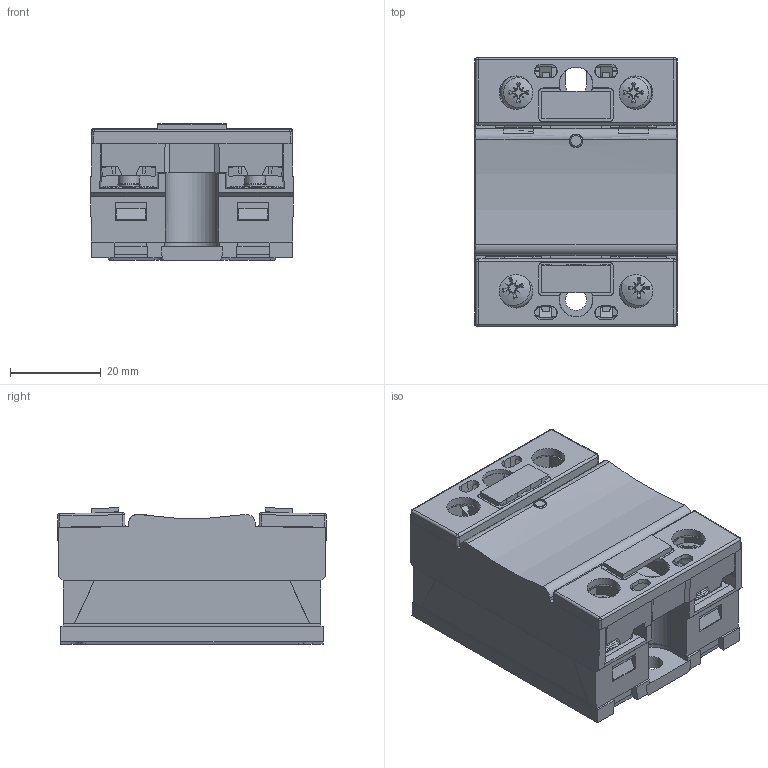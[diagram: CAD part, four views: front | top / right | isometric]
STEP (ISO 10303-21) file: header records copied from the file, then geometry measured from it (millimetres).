
FILE_DESCRIPTION((''),'2;1');
FILE_NAME('2D3D 538 B.stp','2012-06-29T11:56:13',('Georges THOLLOT ','Tl : +33 (0)4 77 53 90 27',''),('Celduc r e l a i s','5, rue Ampre, BP 30004','42290 SORBIERS - France','Fax. : +33 (0)4 77 53 85 51','N siret 353 310 519 00015','ISO 9001 N QUAL/1993/1106b','www.celduc.com'),'Autodesk Inventor 2010','Autodesk Inventor 2010','');
FILE_SCHEMA(('CONFIG_CONTROL_DESIGN'));
Length unit declared in the file: millimetre
Products named in the file (1): SO9
Bounding box: 44.8 x 59.39 x 30.13 mm (x, y, z)
Volume: 60923.5 mm3; surface area: 20409.2 mm2
Topology: 1 solids, 1 shells, 1152 faces, 3195 edges, 2038 vertices
Faces by surface type: plane 676, cone 227, cylinder 113, bspline 104, torus 20, sphere 12
Full cylindrical faces by diameter (mm): 2.35 x1, 3 x1, 3.621 x2, 3.704 x2, 4.567 x2, 4.674 x2, 4.7 x1
Entity records: 39385 total; most frequent: CARTESIAN_POINT 10405, ORIENTED_EDGE 6176, DIRECTION 5372, EDGE_CURVE 3088, VERTEX_POINT 2023, VECTOR 1964, LINE 1964, AXIS2_PLACEMENT_3D 1704
